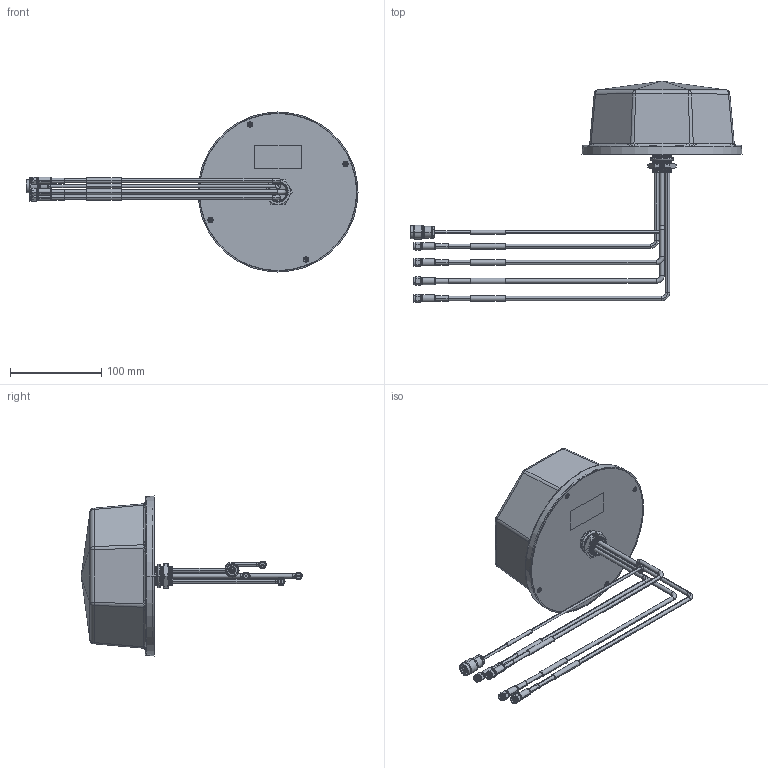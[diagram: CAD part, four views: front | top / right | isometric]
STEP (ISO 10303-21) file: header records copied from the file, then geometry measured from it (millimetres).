
FILE_DESCRIPTION (( 'STEP AP214' ), '1' );
FILE_NAME ('FMANOM1123_3D.step', '2023-08-04T22:38:33', ( '' ), ( '' ), 'SwSTEP 2.0', 'SolidWorks 2022', '' );
FILE_SCHEMA (( 'AUTOMOTIVE_DESIGN' ));
Length unit declared in the file: inch
Products named in the file (13): PE4215_CELLULAR^FMANOM1123_默认; KA3X10(2)^FMANOM1123; wires^FMANOM1123; PE4303^FMANOM1123; PE4215-MA1^PE4215_CELLULAR_FMANOM1123; PE4215-MA2^PE4215_CELLULAR_FMANOM1123; O-26X3(2)^FMANOM1123; CB421YD_02(2)^FMANOM1123; CB421YD_01(2)^FMANOM1123; LUOMU_M22(2)^FMANOM1123; PE4215-MA0^PE4215_CELLULAR_FMANOM1123; CB441YD_01(2)^FMANOM1123; FMANOM1123_3D
Assembly tree (18 placements, depth 3):
  FMANOM1123_3D
    CB441YD_01(2)^FMANOM1123
    CB421YD_01(2)^FMANOM1123
    CB421YD_02(2)^FMANOM1123
    KA3X10(2)^FMANOM1123  x4
    O-26X3(2)^FMANOM1123
    LUOMU_M22(2)^FMANOM1123
    wires^FMANOM1123
    PE4303^FMANOM1123
    PE4215_CELLULAR^FMANOM1123_默认  x4
      PE4215-MA0^PE4215_CELLULAR_FMANOM1123
      PE4215-MA1^PE4215_CELLULAR_FMANOM1123
      PE4215-MA2^PE4215_CELLULAR_FMANOM1123
Bounding box: 363.09 x 242.17 x 175 mm (x, y, z)
Volume: 211986.2 mm3; surface area: 206495.8 mm2
Topology: 27 solids, 31 shells, 6615 faces, 13843 edges, 7332 vertices
Faces by surface type: bspline 4334, cylinder 1309, plane 563, cone 323, torus 78, sphere 8
Entity records: 86127 total; most frequent: CARTESIAN_POINT 54271, ORIENTED_EDGE 8606, EDGE_CURVE 4303, DIRECTION 3571, VERTEX_POINT 2349, EDGE_LOOP 2080, ADVANCED_FACE 2022, FACE_OUTER_BOUND 2022
